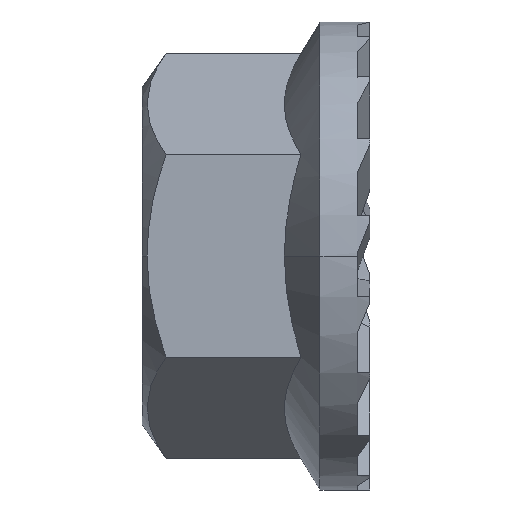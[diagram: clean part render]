
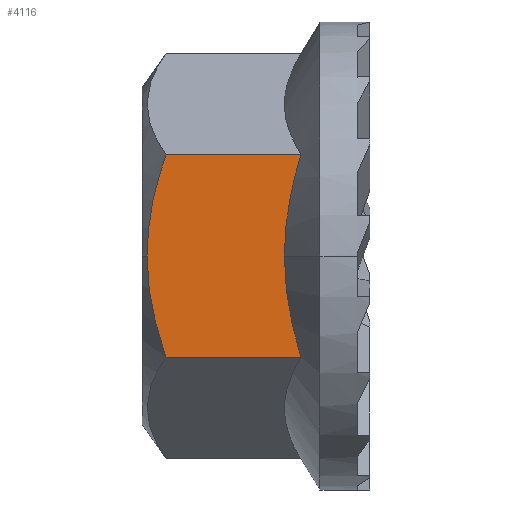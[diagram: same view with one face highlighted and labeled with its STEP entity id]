
A CAD part, left-side view. The second image highlights one B-rep face of the part: STEP entity #4116.
In plain terms, the highlighted planar face has unit normal (-1, 0, 0).
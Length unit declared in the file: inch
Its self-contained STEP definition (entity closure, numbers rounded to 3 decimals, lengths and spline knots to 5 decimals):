
#1304=CARTESIAN_POINT('',(-0.28125,0.30666,0.16238));
#1305=CARTESIAN_POINT('',(-0.28125,0.31073,0.15074));
#1306=CARTESIAN_POINT('',(-0.28125,0.31806,0.1279));
#1307=CARTESIAN_POINT('',(-0.28125,0.32647,0.0954));
#1308=CARTESIAN_POINT('',(-0.28125,0.33257,0.06343));
#1309=CARTESIAN_POINT('',(-0.28125,0.33629,0.03171));
#1310=CARTESIAN_POINT('',(-0.28125,0.33712,0.01056));
#1311=CARTESIAN_POINT('',(-0.28125,0.33712,0.));
#1313=CARTESIAN_POINT('',(-0.28125,0.09055,0.16238));
#1314=CARTESIAN_POINT('',(-0.28125,0.09404,0.15088));
#1315=CARTESIAN_POINT('',(-0.28125,0.10036,0.12826));
#1316=CARTESIAN_POINT('',(-0.28125,0.10766,0.09584));
#1317=CARTESIAN_POINT('',(-0.28125,0.113,0.06382));
#1318=CARTESIAN_POINT('',(-0.28125,0.11626,0.03193));
#1319=CARTESIAN_POINT('',(-0.28125,0.117,0.01064));
#1320=CARTESIAN_POINT('',(-0.28125,0.117,0.));
#1322=CARTESIAN_POINT('',(-0.28125,0.117,0.));
#1323=CARTESIAN_POINT('',(-0.28125,0.117,-0.0107));
#1324=CARTESIAN_POINT('',(-0.28125,0.11625,-0.0321));
#1325=CARTESIAN_POINT('',(-0.28125,0.11296,-0.06412));
#1326=CARTESIAN_POINT('',(-0.28125,0.10759,-0.09619));
#1327=CARTESIAN_POINT('',(-0.28125,0.10028,-0.12854));
#1328=CARTESIAN_POINT('',(-0.28125,0.09401,-0.15099));
#1329=CARTESIAN_POINT('',(-0.28125,0.09055,-0.16238));
#1331=DIRECTION('',(0.,1.,0.));
#1332=VECTOR('',#1331,0.21611);
#1333=CARTESIAN_POINT('',(-0.28125,0.09055,-0.16238));
#1334=LINE('',#1333,#1332);
#1335=CARTESIAN_POINT('',(-0.28125,0.33712,0.));
#1336=CARTESIAN_POINT('',(-0.28125,0.33712,-0.01063));
#1337=CARTESIAN_POINT('',(-0.28125,0.33628,-0.03189));
#1338=CARTESIAN_POINT('',(-0.28125,0.33252,-0.06375));
#1339=CARTESIAN_POINT('',(-0.28125,0.32638,-0.09577));
#1340=CARTESIAN_POINT('',(-0.28125,0.31797,-0.1282));
#1341=CARTESIAN_POINT('',(-0.28125,0.31069,-0.15085));
#1342=CARTESIAN_POINT('',(-0.28125,0.30666,-0.16238));
#1371=DIRECTION('',(0.,1.,0.));
#1372=VECTOR('',#1371,0.21611);
#1373=CARTESIAN_POINT('',(-0.28125,0.09055,0.16238));
#1374=LINE('',#1373,#1372);
#1477=CARTESIAN_POINT('',(-0.28125,0.30666,-0.16238));
#1491=CARTESIAN_POINT('',(-0.28125,0.09055,-0.16238));
#2096=VERTEX_POINT('',#1491);
#2097=VERTEX_POINT('',#1313);
#2098=VERTEX_POINT('',#1320);
#2109=VERTEX_POINT('',#1477);
#2110=VERTEX_POINT('',#1304);
#2111=VERTEX_POINT('',#1311);
#4099=CARTESIAN_POINT('',(-0.28125,0.,-0.16238));
#4100=DIRECTION('',(-1.,0.,0.));
#4101=DIRECTION('',(0.,0.,1.));
#4102=AXIS2_PLACEMENT_3D('',#4099,#4100,#4101);
#4103=PLANE('',#4102);
#4104=ORIENTED_EDGE('',*,*,#4073,.F.);
#4106=ORIENTED_EDGE('',*,*,#4105,.F.);
#4108=ORIENTED_EDGE('',*,*,#4107,.T.);
#4110=ORIENTED_EDGE('',*,*,#4109,.T.);
#4112=ORIENTED_EDGE('',*,*,#4111,.T.);
#4113=ORIENTED_EDGE('',*,*,#4087,.F.);
#4114=EDGE_LOOP('',(#4104,#4106,#4108,#4110,#4112,#4113));
#4115=FACE_OUTER_BOUND('',#4114,.F.);
#4116=ADVANCED_FACE('',(#4115),#4103,.T.);
#1312=B_SPLINE_CURVE_WITH_KNOTS('',3,(#1304,#1305,#1306,#1307,#1308,#1309,#1310,
#1311),.UNSPECIFIED.,.F.,.F.,(4,1,1,1,1,4),(0.,0.2,0.4,0.6,0.8,1.),
.UNSPECIFIED.);
#1321=B_SPLINE_CURVE_WITH_KNOTS('',3,(#1313,#1314,#1315,#1316,#1317,#1318,#1319,
#1320),.UNSPECIFIED.,.F.,.F.,(4,1,1,1,1,4),(0.,0.2,0.4,0.6,0.8,1.),
.UNSPECIFIED.);
#1330=B_SPLINE_CURVE_WITH_KNOTS('',3,(#1322,#1323,#1324,#1325,#1326,#1327,#1328,
#1329),.UNSPECIFIED.,.F.,.F.,(4,1,1,1,1,4),(0.,0.2,0.4,0.6,0.8,1.),
.UNSPECIFIED.);
#1343=B_SPLINE_CURVE_WITH_KNOTS('',3,(#1335,#1336,#1337,#1338,#1339,#1340,#1341,
#1342),.UNSPECIFIED.,.F.,.F.,(4,1,1,1,1,4),(0.,0.2,0.4,0.6,0.8,1.),
.UNSPECIFIED.);
#4073=EDGE_CURVE('',#2110,#2111,#1312,.T.);
#4087=EDGE_CURVE('',#2111,#2109,#1343,.T.);
#4105=EDGE_CURVE('',#2097,#2110,#1374,.T.);
#4107=EDGE_CURVE('',#2097,#2098,#1321,.T.);
#4109=EDGE_CURVE('',#2098,#2096,#1330,.T.);
#4111=EDGE_CURVE('',#2096,#2109,#1334,.T.);
